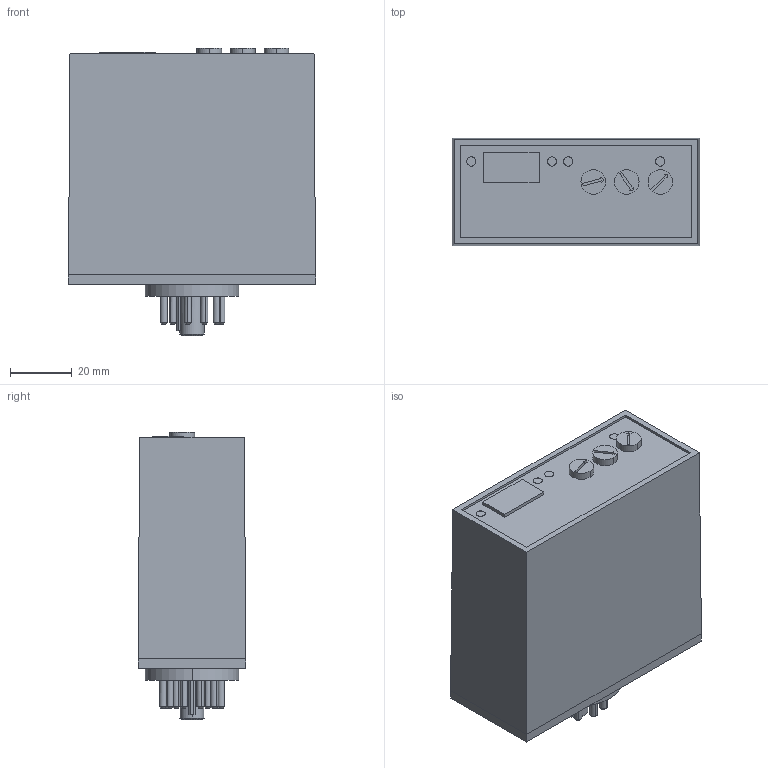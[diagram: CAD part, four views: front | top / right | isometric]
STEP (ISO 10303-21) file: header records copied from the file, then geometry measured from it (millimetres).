
FILE_DESCRIPTION(('Creo Elements/Direct Modeling STEP Export'),'2;1');
FILE_NAME('S142B.stp','2017-05-29T 8:24:37',('Palle Edslev '),('EDSLEV A/S'),'Creo Elements/Direct Modeling STEP processor for AP214 (Solid Model)','Creo Elements/Direct Modeling 18.1H 24-Oct-2015 (C) Parametric Technology GmbH','');
FILE_SCHEMA(('AUTOMOTIVE_DESIGN { 1 0 10303 214 1 1 1 1 }'));
Length unit declared in the file: millimetre
Products named in the file (1): S142B
Bounding box: 80.3 x 35 x 93.3 mm (x, y, z)
Volume: 209347.8 mm3; surface area: 24531 mm2
Topology: 1 solids, 1 shells, 134 faces, 323 edges, 216 vertices
Faces by surface type: plane 70, cylinder 40, cone 24
Entity records: 3566 total; most frequent: ORIENTED_EDGE 646, CARTESIAN_POINT 591, DIRECTION 563, EDGE_CURVE 323, VERTEX_POINT 216, AXIS2_PLACEMENT_3D 188, VECTOR 187, LINE 187
